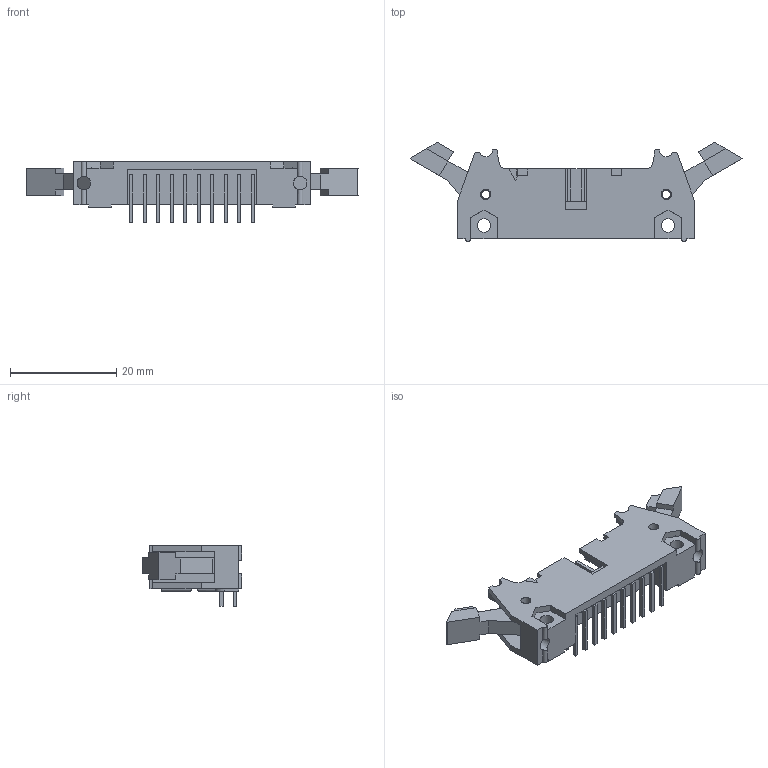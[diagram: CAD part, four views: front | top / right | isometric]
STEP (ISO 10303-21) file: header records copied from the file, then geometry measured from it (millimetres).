
FILE_DESCRIPTION(/* description */ (''),/* implementation_level */ '2;1');
FILE_NAME(/* name */ '3M_N3428-5202RB.stp',/* time_stamp */ '2016-02-24T10:15:11+01:00',/* author */ ('riccim'),/* organization */ (''),/* preprocessor_version */ 'ST-DEVELOPER v15.5',/* originating_system */ 'AutoCAD Mechanical',/* authorisation */ ', , ');
FILE_SCHEMA (('AUTOMOTIVE_DESIGN { 1 0 10303 214 3 1 1 }'));
Length unit declared in the file: millimetre
Products named in the file (1): Product
Bounding box: 62.56 x 18.69 x 11.48 mm (x, y, z)
Volume: 2954.5 mm3; surface area: 4710.3 mm2
Topology: 43 solids, 43 shells, 463 faces, 1120 edges, 741 vertices
Faces by surface type: plane 421, cylinder 42
Full cylindrical faces by diameter (mm): 1.575 x2, 1.905 x4, 2.54 x4
Entity records: 13363 total; most frequent: CARTESIAN_POINT 2529, ORIENTED_EDGE 2206, DIRECTION 2073, EDGE_CURVE 1103, LINE 989, VECTOR 989, VERTEX_POINT 734, AXIS2_PLACEMENT_3D 542
